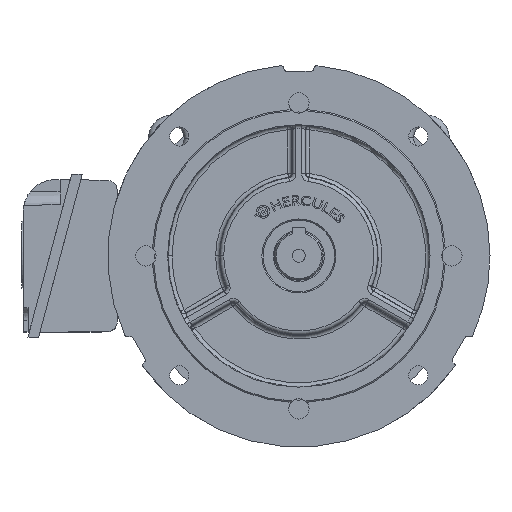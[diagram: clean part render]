
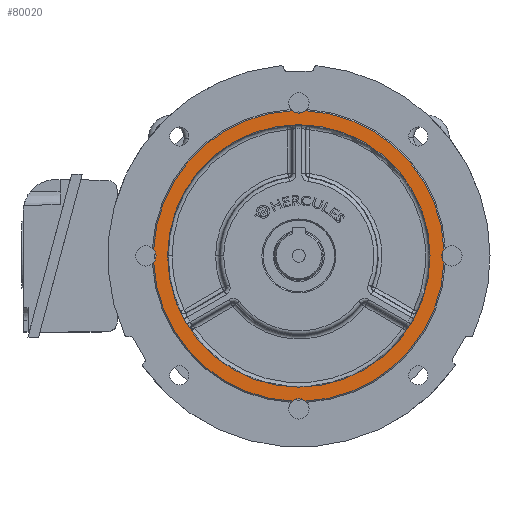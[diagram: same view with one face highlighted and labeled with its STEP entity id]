
A CAD part, top view. The second image highlights one B-rep face of the part: STEP entity #80020.
In plain terms, the highlighted planar face has unit normal (0, 0, 1).
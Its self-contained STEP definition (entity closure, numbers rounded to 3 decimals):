
#661 = DIRECTION ( 'NONE',  ( 1., 0., 0. ) ) ;
#1500 = EDGE_LOOP ( 'NONE', ( #75214, #69020, #16566, #36404, #84464, #85781, #84219, #38512, #5724, #62124 ) ) ;
#1911 = DIRECTION ( 'NONE',  ( 0., 0., 1. ) ) ;
#2586 = CIRCLE ( 'NONE', #8350, 8. ) ;
#3548 = DIRECTION ( 'NONE',  ( 1., 0., 0. ) ) ;
#4980 = EDGE_CURVE ( 'NONE', #38824, #58173, #58656, .T. ) ;
#5477 = EDGE_CURVE ( 'NONE', #53187, #85171, #55918, .T. ) ;
#5724 = ORIENTED_EDGE ( 'NONE', *, *, #16078, .F. ) ;
#6180 = CARTESIAN_POINT ( 'NONE',  ( -113.883, 5.156, 66.5 ) ) ;
#6429 = DIRECTION ( 'NONE',  ( 1., 0., 0. ) ) ;
#7851 = DIRECTION ( 'NONE',  ( 1., 0., 0. ) ) ;
#8014 = CIRCLE ( 'NONE', #58081, 8. ) ;
#8350 = AXIS2_PLACEMENT_3D ( 'NONE', #10456, #32441, #46749 ) ;
#8567 = VERTEX_POINT ( 'NONE', #17732 ) ;
#8632 = CARTESIAN_POINT ( 'NONE',  ( -102.93, 0., 66.5 ) ) ;
#10456 = CARTESIAN_POINT ( 'NONE',  ( -120., 0., 66.5 ) ) ;
#11935 = CARTESIAN_POINT ( 'NONE',  ( 120., 0., 66.5 ) ) ;
#12625 = DIRECTION ( 'NONE',  ( 0., 0., 1. ) ) ;
#14347 = AXIS2_PLACEMENT_3D ( 'NONE', #11935, #58980, #73277 ) ;
#14471 = AXIS2_PLACEMENT_3D ( 'NONE', #85427, #31733, #17399 ) ;
#14512 = EDGE_CURVE ( 'NONE', #20477, #8567, #69453, .T. ) ;
#14541 = DIRECTION ( 'NONE',  ( 0., 0., 1. ) ) ;
#14967 = AXIS2_PLACEMENT_3D ( 'NONE', #46778, #40063, #6429 ) ;
#15840 = DIRECTION ( 'NONE',  ( 1., 0., 0. ) ) ;
#15966 = AXIS2_PLACEMENT_3D ( 'NONE', #70887, #22572, #15840 ) ;
#16078 = EDGE_CURVE ( 'NONE', #52020, #66348, #2586, .T. ) ;
#16566 = ORIENTED_EDGE ( 'NONE', *, *, #62409, .F. ) ;
#17399 = DIRECTION ( 'NONE',  ( 1., 0., 0. ) ) ;
#17562 = DIRECTION ( 'NONE',  ( 0., 0., 1. ) ) ;
#17732 = CARTESIAN_POINT ( 'NONE',  ( 102.93, 0., 66.5 ) ) ;
#19460 = VERTEX_POINT ( 'NONE', #81301 ) ;
#20287 = AXIS2_PLACEMENT_3D ( 'NONE', #29689, #17562, #7851 ) ;
#20355 = AXIS2_PLACEMENT_3D ( 'NONE', #83892, #84783, #30202 ) ;
#20477 = VERTEX_POINT ( 'NONE', #8632 ) ;
#22572 = DIRECTION ( 'NONE',  ( 0., 0., -1. ) ) ;
#23457 = CARTESIAN_POINT ( 'NONE',  ( 0., 0., 66.5 ) ) ;
#24039 = ORIENTED_EDGE ( 'NONE', *, *, #64071, .T. ) ;
#26204 = AXIS2_PLACEMENT_3D ( 'NONE', #59671, #12625, #81125 ) ;
#29689 = CARTESIAN_POINT ( 'NONE',  ( 0., 120., 66.5 ) ) ;
#30043 = VERTEX_POINT ( 'NONE', #6180 ) ;
#30202 = DIRECTION ( 'NONE',  ( 0., 1., 0. ) ) ;
#30779 = CARTESIAN_POINT ( 'NONE',  ( 113.883, 5.156, 66.5 ) ) ;
#31733 = DIRECTION ( 'NONE',  ( 0., 0., 1. ) ) ;
#31792 = DIRECTION ( 'NONE',  ( 0., -1., 0. ) ) ;
#32441 = DIRECTION ( 'NONE',  ( 0., 0., 1. ) ) ;
#33178 = EDGE_CURVE ( 'NONE', #52020, #19460, #71658, .T. ) ;
#36013 = CIRCLE ( 'NONE', #20287, 8. ) ;
#36077 = CIRCLE ( 'NONE', #20355, 8. ) ;
#36404 = ORIENTED_EDGE ( 'NONE', *, *, #4980, .F. ) ;
#36605 = EDGE_CURVE ( 'NONE', #66348, #30043, #36077, .T. ) ;
#38512 = ORIENTED_EDGE ( 'NONE', *, *, #36605, .F. ) ;
#38666 = CIRCLE ( 'NONE', #14347, 8. ) ;
#38747 = AXIS2_PLACEMENT_3D ( 'NONE', #86362, #80990, #31792 ) ;
#38824 = VERTEX_POINT ( 'NONE', #30779 ) ;
#39331 = CIRCLE ( 'NONE', #14967, 114. ) ;
#39675 = CARTESIAN_POINT ( 'NONE',  ( 113.883, -5.156, 66.5 ) ) ;
#40063 = DIRECTION ( 'NONE',  ( 0., 0., 1. ) ) ;
#42418 = CARTESIAN_POINT ( 'NONE',  ( 112., 0., 66.5 ) ) ;
#42888 = DIRECTION ( 'NONE',  ( -1., 0., 0. ) ) ;
#43192 = CARTESIAN_POINT ( 'NONE',  ( 5.156, -113.883, 66.5 ) ) ;
#43613 = DIRECTION ( 'NONE',  ( 1., 0., 0. ) ) ;
#44162 = EDGE_LOOP ( 'NONE', ( #24039, #76670 ) ) ;
#46749 = DIRECTION ( 'NONE',  ( 0., 1., 0. ) ) ;
#46778 = CARTESIAN_POINT ( 'NONE',  ( 0., 0., 66.5 ) ) ;
#47895 = AXIS2_PLACEMENT_3D ( 'NONE', #55733, #14541, #661 ) ;
#48338 = VERTEX_POINT ( 'NONE', #68010 ) ;
#50059 = DIRECTION ( 'NONE',  ( 0., 0., 1. ) ) ;
#50193 = AXIS2_PLACEMENT_3D ( 'NONE', #79643, #1911, #3548 ) ;
#51013 = EDGE_CURVE ( 'NONE', #54959, #30043, #39331, .T. ) ;
#51461 = CARTESIAN_POINT ( 'NONE',  ( -5.156, 113.883, 66.5 ) ) ;
#52020 = VERTEX_POINT ( 'NONE', #63715 ) ;
#53006 = EDGE_CURVE ( 'NONE', #38824, #48338, #86440, .T. ) ;
#53187 = VERTEX_POINT ( 'NONE', #43192 ) ;
#54959 = VERTEX_POINT ( 'NONE', #51461 ) ;
#55300 = EDGE_CURVE ( 'NONE', #53187, #19460, #8014, .T. ) ;
#55733 = CARTESIAN_POINT ( 'NONE',  ( 0., 0., 66.5 ) ) ;
#55918 = CIRCLE ( 'NONE', #50193, 114. ) ;
#58081 = AXIS2_PLACEMENT_3D ( 'NONE', #70617, #50059, #42888 ) ;
#58173 = VERTEX_POINT ( 'NONE', #42418 ) ;
#58656 = CIRCLE ( 'NONE', #38747, 8. ) ;
#58980 = DIRECTION ( 'NONE',  ( 0., 0., 1. ) ) ;
#59671 = CARTESIAN_POINT ( 'NONE',  ( 0., 95., 66.5 ) ) ;
#60108 = FACE_BOUND ( 'NONE', #44162, .T. ) ;
#62124 = ORIENTED_EDGE ( 'NONE', *, *, #33178, .T. ) ;
#62409 = EDGE_CURVE ( 'NONE', #58173, #85171, #38666, .T. ) ;
#63715 = CARTESIAN_POINT ( 'NONE',  ( -113.883, -5.156, 66.5 ) ) ;
#64071 = EDGE_CURVE ( 'NONE', #8567, #20477, #71735, .T. ) ;
#65053 = DIRECTION ( 'NONE',  ( 0., 0., -1. ) ) ;
#66348 = VERTEX_POINT ( 'NONE', #71357 ) ;
#67711 = PLANE ( 'NONE',  #26204 ) ;
#68010 = CARTESIAN_POINT ( 'NONE',  ( 5.156, 113.883, 66.5 ) ) ;
#69020 = ORIENTED_EDGE ( 'NONE', *, *, #5477, .T. ) ;
#69453 = CIRCLE ( 'NONE', #85147, 102.93 ) ;
#70617 = CARTESIAN_POINT ( 'NONE',  ( 0., -120., 66.5 ) ) ;
#70887 = CARTESIAN_POINT ( 'NONE',  ( 0., 0., 66.5 ) ) ;
#71357 = CARTESIAN_POINT ( 'NONE',  ( -112., 0., 66.5 ) ) ;
#71658 = CIRCLE ( 'NONE', #14471, 114. ) ;
#71735 = CIRCLE ( 'NONE', #15966, 102.93 ) ;
#73277 = DIRECTION ( 'NONE',  ( 0., -1., 0. ) ) ;
#75214 = ORIENTED_EDGE ( 'NONE', *, *, #55300, .F. ) ;
#75297 = FACE_OUTER_BOUND ( 'NONE', #1500, .T. ) ;
#75535 = EDGE_CURVE ( 'NONE', #54959, #48338, #36013, .T. ) ;
#76670 = ORIENTED_EDGE ( 'NONE', *, *, #14512, .T. ) ;
#79643 = CARTESIAN_POINT ( 'NONE',  ( 0., 0., 66.5 ) ) ;
#80020 = ADVANCED_FACE ( 'NONE', ( #75297, #60108 ), #67711, .T. ) ;
#80990 = DIRECTION ( 'NONE',  ( 0., 0., 1. ) ) ;
#81125 = DIRECTION ( 'NONE',  ( 1., 0., 0. ) ) ;
#81301 = CARTESIAN_POINT ( 'NONE',  ( -5.156, -113.883, 66.5 ) ) ;
#83892 = CARTESIAN_POINT ( 'NONE',  ( -120., 0., 66.5 ) ) ;
#84219 = ORIENTED_EDGE ( 'NONE', *, *, #51013, .T. ) ;
#84464 = ORIENTED_EDGE ( 'NONE', *, *, #53006, .T. ) ;
#84783 = DIRECTION ( 'NONE',  ( 0., 0., 1. ) ) ;
#85147 = AXIS2_PLACEMENT_3D ( 'NONE', #23457, #65053, #43613 ) ;
#85171 = VERTEX_POINT ( 'NONE', #39675 ) ;
#85427 = CARTESIAN_POINT ( 'NONE',  ( 0., 0., 66.5 ) ) ;
#85781 = ORIENTED_EDGE ( 'NONE', *, *, #75535, .F. ) ;
#86362 = CARTESIAN_POINT ( 'NONE',  ( 120., 0., 66.5 ) ) ;
#86440 = CIRCLE ( 'NONE', #47895, 114. ) ;
